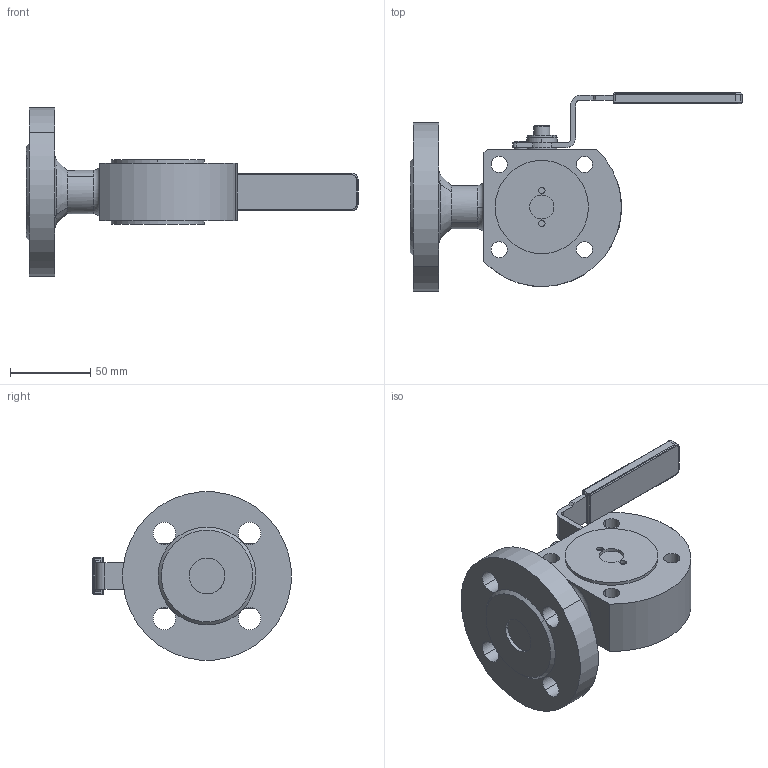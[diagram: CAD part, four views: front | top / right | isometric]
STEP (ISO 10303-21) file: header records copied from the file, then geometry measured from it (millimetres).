
FILE_DESCRIPTION(('STEP AP214'),'1');
FILE_NAME('valve_mw19-3-20.stp','2017-08-08T10:13:51',('TraceParts'),('TraceParts S.A.'),'Spatial InterOp 3D',' ',' ');
FILE_SCHEMA(('automotive_design'));
Length unit declared in the file: millimetre
Products named in the file (3): Volumenkörper2
Bounding box: 206.52 x 123.33 x 104.6 mm (x, y, z)
Volume: 401387.3 mm3; surface area: 63272.9 mm2
Topology: 3 solids, 3 shells, 370 faces, 980 edges, 639 vertices
Faces by surface type: plane 211, cylinder 121, torus 14, bspline 12, cone 8, sphere 4
Entity records: 14889 total; most frequent: CARTESIAN_POINT 2620, ORIENTED_EDGE 1944, DIRECTION 1881, EDGE_CURVE 972, LINE 641, VECTOR 641, VERTEX_POINT 639, AXIS2_PLACEMENT_3D 620
